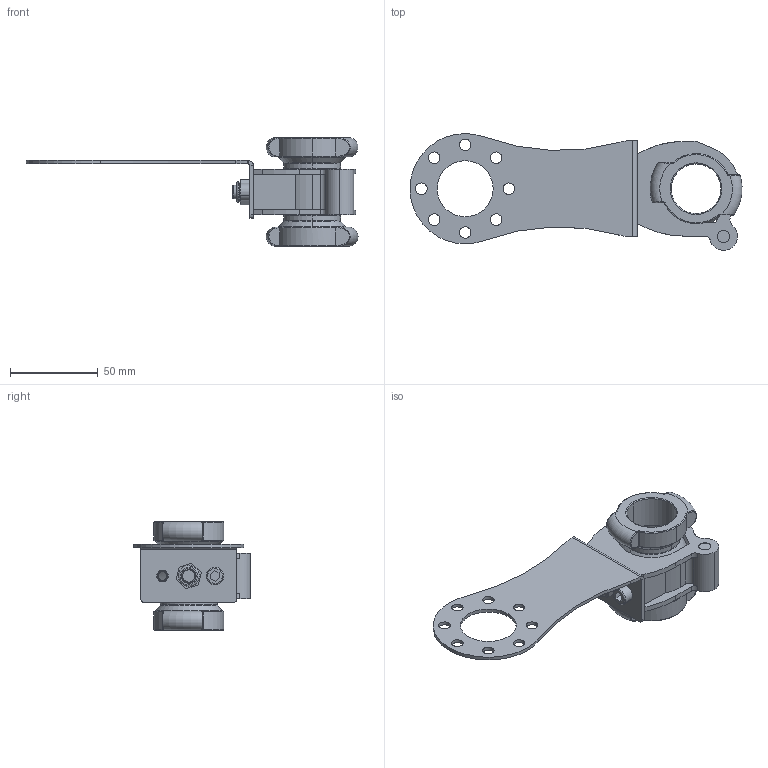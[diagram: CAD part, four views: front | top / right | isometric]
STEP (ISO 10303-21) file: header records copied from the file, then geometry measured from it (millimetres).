
FILE_DESCRIPTION (( 'STEP AP203' ), '1' );
FILE_NAME ('P8242-1.STEP', '2020-11-18T13:47:27', ( '' ), ( '' ), 'SwSTEP 2.0', 'SolidWorks 2019', '' );
FILE_SCHEMA (( 'CONFIG_CONTROL_DESIGN' ));
Length unit declared in the file: millimetre
Products named in the file (1): P8242-1
Bounding box: 189.62 x 66.7 x 62 mm (x, y, z)
Volume: 75577.1 mm3; surface area: 50209.8 mm2
Topology: 6 solids, 6 shells, 406 faces, 1004 edges, 636 vertices
Faces by surface type: plane 167, cylinder 124, torus 58, bspline 43, cone 10, sphere 4
Entity records: 15851 total; most frequent: CARTESIAN_POINT 6140, DIRECTION 2008, ORIENTED_EDGE 1988, EDGE_CURVE 994, AXIS2_PLACEMENT_3D 742, VERTEX_POINT 630, VECTOR 524, LINE 524
